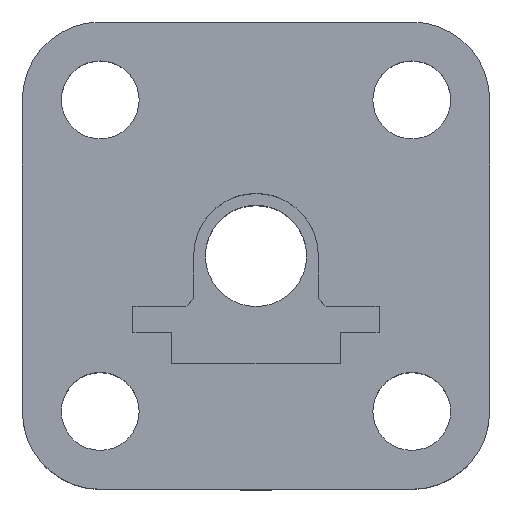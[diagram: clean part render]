
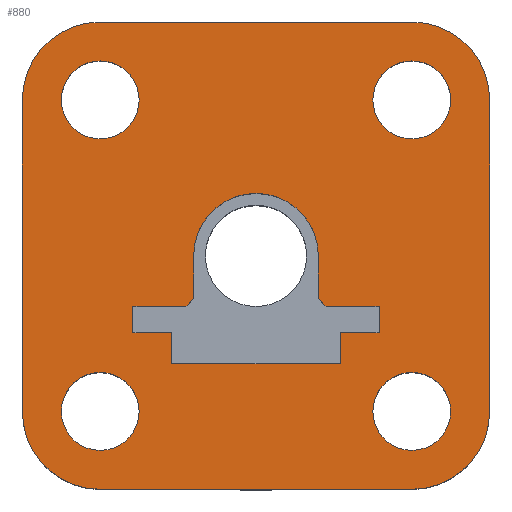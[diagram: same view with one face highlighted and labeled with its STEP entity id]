
A CAD part, top view. The second image highlights one B-rep face of the part: STEP entity #880.
In plain terms, the highlighted planar face has unit normal (0, 0, 1).
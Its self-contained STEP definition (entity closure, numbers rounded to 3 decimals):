
#29=FACE_BOUND('',#117,.T.);
#30=FACE_BOUND('',#118,.T.);
#31=FACE_BOUND('',#119,.T.);
#32=FACE_BOUND('',#120,.T.);
#33=FACE_BOUND('',#121,.T.);
#40=CIRCLE('',#941,5.);
#41=CIRCLE('',#942,5.);
#42=CIRCLE('',#943,5.);
#43=CIRCLE('',#944,5.);
#44=CIRCLE('',#945,2.5);
#45=CIRCLE('',#946,2.5);
#46=CIRCLE('',#947,2.5);
#47=CIRCLE('',#948,2.5);
#48=CIRCLE('',#949,4.);
#70=FACE_OUTER_BOUND('',#116,.T.);
#116=EDGE_LOOP('',(#596,#597,#598,#599,#600,#601,#602,#603));
#117=EDGE_LOOP('',(#604));
#118=EDGE_LOOP('',(#605));
#119=EDGE_LOOP('',(#606));
#120=EDGE_LOOP('',(#607));
#121=EDGE_LOOP('',(#608,#609,#610,#611,#612,#613,#614,#615,#616,#617,#618,
#619,#620,#621));
#171=LINE('',#1267,#272);
#175=LINE('',#1275,#276);
#178=LINE('',#1284,#279);
#179=LINE('',#1288,#280);
#180=LINE('',#1292,#281);
#181=LINE('',#1295,#282);
#182=LINE('',#1305,#283);
#183=LINE('',#1307,#284);
#184=LINE('',#1309,#285);
#185=LINE('',#1311,#286);
#186=LINE('',#1313,#287);
#187=LINE('',#1315,#288);
#188=LINE('',#1317,#289);
#189=LINE('',#1319,#290);
#190=LINE('',#1321,#291);
#191=LINE('',#1323,#292);
#192=LINE('',#1325,#293);
#272=VECTOR('',#1016,10.);
#276=VECTOR('',#1022,10.);
#279=VECTOR('',#1029,10.);
#280=VECTOR('',#1032,10.);
#281=VECTOR('',#1035,10.);
#282=VECTOR('',#1038,10.);
#283=VECTOR('',#1047,10.);
#284=VECTOR('',#1048,10.);
#285=VECTOR('',#1049,10.);
#286=VECTOR('',#1050,10.);
#287=VECTOR('',#1051,10.);
#288=VECTOR('',#1052,10.);
#289=VECTOR('',#1053,10.);
#290=VECTOR('',#1054,10.);
#291=VECTOR('',#1055,10.);
#292=VECTOR('',#1056,10.);
#293=VECTOR('',#1057,10.);
#373=VERTEX_POINT('',#1265);
#374=VERTEX_POINT('',#1266);
#377=VERTEX_POINT('',#1274);
#379=VERTEX_POINT('',#1280);
#380=VERTEX_POINT('',#1281);
#381=VERTEX_POINT('',#1283);
#382=VERTEX_POINT('',#1285);
#383=VERTEX_POINT('',#1287);
#384=VERTEX_POINT('',#1289);
#385=VERTEX_POINT('',#1291);
#386=VERTEX_POINT('',#1293);
#387=VERTEX_POINT('',#1296);
#388=VERTEX_POINT('',#1298);
#389=VERTEX_POINT('',#1300);
#390=VERTEX_POINT('',#1302);
#391=VERTEX_POINT('',#1304);
#392=VERTEX_POINT('',#1306);
#393=VERTEX_POINT('',#1308);
#394=VERTEX_POINT('',#1310);
#395=VERTEX_POINT('',#1312);
#396=VERTEX_POINT('',#1314);
#397=VERTEX_POINT('',#1316);
#398=VERTEX_POINT('',#1318);
#399=VERTEX_POINT('',#1320);
#400=VERTEX_POINT('',#1322);
#401=VERTEX_POINT('',#1324);
#459=EDGE_CURVE('',#373,#374,#171,.T.);
#463=EDGE_CURVE('',#377,#374,#175,.T.);
#466=EDGE_CURVE('',#379,#380,#40,.T.);
#467=EDGE_CURVE('',#379,#381,#178,.T.);
#468=EDGE_CURVE('',#382,#381,#41,.T.);
#469=EDGE_CURVE('',#382,#383,#179,.T.);
#470=EDGE_CURVE('',#384,#383,#42,.T.);
#471=EDGE_CURVE('',#384,#385,#180,.T.);
#472=EDGE_CURVE('',#386,#385,#43,.T.);
#473=EDGE_CURVE('',#386,#380,#181,.T.);
#474=EDGE_CURVE('',#387,#387,#44,.T.);
#475=EDGE_CURVE('',#388,#388,#45,.T.);
#476=EDGE_CURVE('',#389,#389,#46,.T.);
#477=EDGE_CURVE('',#390,#390,#47,.T.);
#478=EDGE_CURVE('',#373,#391,#182,.T.);
#479=EDGE_CURVE('',#391,#392,#183,.T.);
#480=EDGE_CURVE('',#392,#393,#184,.T.);
#481=EDGE_CURVE('',#393,#394,#185,.T.);
#482=EDGE_CURVE('',#394,#395,#186,.T.);
#483=EDGE_CURVE('',#395,#396,#187,.T.);
#484=EDGE_CURVE('',#396,#397,#188,.T.);
#485=EDGE_CURVE('',#397,#398,#189,.T.);
#486=EDGE_CURVE('',#398,#399,#190,.T.);
#487=EDGE_CURVE('',#400,#399,#191,.T.);
#488=EDGE_CURVE('',#400,#401,#192,.T.);
#489=EDGE_CURVE('',#401,#377,#48,.T.);
#596=ORIENTED_EDGE('',*,*,#466,.F.);
#597=ORIENTED_EDGE('',*,*,#467,.T.);
#598=ORIENTED_EDGE('',*,*,#468,.F.);
#599=ORIENTED_EDGE('',*,*,#469,.T.);
#600=ORIENTED_EDGE('',*,*,#470,.F.);
#601=ORIENTED_EDGE('',*,*,#471,.T.);
#602=ORIENTED_EDGE('',*,*,#472,.F.);
#603=ORIENTED_EDGE('',*,*,#473,.T.);
#604=ORIENTED_EDGE('',*,*,#474,.T.);
#605=ORIENTED_EDGE('',*,*,#475,.T.);
#606=ORIENTED_EDGE('',*,*,#476,.T.);
#607=ORIENTED_EDGE('',*,*,#477,.T.);
#608=ORIENTED_EDGE('',*,*,#459,.F.);
#609=ORIENTED_EDGE('',*,*,#478,.T.);
#610=ORIENTED_EDGE('',*,*,#479,.T.);
#611=ORIENTED_EDGE('',*,*,#480,.T.);
#612=ORIENTED_EDGE('',*,*,#481,.T.);
#613=ORIENTED_EDGE('',*,*,#482,.T.);
#614=ORIENTED_EDGE('',*,*,#483,.T.);
#615=ORIENTED_EDGE('',*,*,#484,.T.);
#616=ORIENTED_EDGE('',*,*,#485,.T.);
#617=ORIENTED_EDGE('',*,*,#486,.T.);
#618=ORIENTED_EDGE('',*,*,#487,.F.);
#619=ORIENTED_EDGE('',*,*,#488,.T.);
#620=ORIENTED_EDGE('',*,*,#489,.T.);
#621=ORIENTED_EDGE('',*,*,#463,.T.);
#848=PLANE('',#940);
#880=ADVANCED_FACE('',(#70,#29,#30,#31,#32,#33),#848,.T.);
#940=AXIS2_PLACEMENT_3D('',#1279,#1025,#1026);
#941=AXIS2_PLACEMENT_3D('',#1282,#1027,#1028);
#942=AXIS2_PLACEMENT_3D('',#1286,#1030,#1031);
#943=AXIS2_PLACEMENT_3D('',#1290,#1033,#1034);
#944=AXIS2_PLACEMENT_3D('',#1294,#1036,#1037);
#945=AXIS2_PLACEMENT_3D('',#1297,#1039,#1040);
#946=AXIS2_PLACEMENT_3D('',#1299,#1041,#1042);
#947=AXIS2_PLACEMENT_3D('',#1301,#1043,#1044);
#948=AXIS2_PLACEMENT_3D('',#1303,#1045,#1046);
#949=AXIS2_PLACEMENT_3D('',#1326,#1058,#1059);
#1016=DIRECTION('',(-0.707,0.707,0.));
#1022=DIRECTION('',(0.,-1.,0.));
#1025=DIRECTION('center_axis',(0.,0.,1.));
#1026=DIRECTION('ref_axis',(-1.,0.,0.));
#1027=DIRECTION('center_axis',(0.,0.,-1.));
#1028=DIRECTION('ref_axis',(0.707,-0.707,0.));
#1029=DIRECTION('',(0.,1.,0.));
#1030=DIRECTION('center_axis',(0.,0.,-1.));
#1031=DIRECTION('ref_axis',(0.707,0.707,0.));
#1032=DIRECTION('',(-1.,0.,0.));
#1033=DIRECTION('center_axis',(0.,0.,-1.));
#1034=DIRECTION('ref_axis',(-0.707,0.707,0.));
#1035=DIRECTION('',(0.,-1.,0.));
#1036=DIRECTION('center_axis',(0.,0.,-1.));
#1037=DIRECTION('ref_axis',(-0.707,-0.707,0.));
#1038=DIRECTION('',(1.,0.,0.));
#1039=DIRECTION('center_axis',(0.,0.,-1.));
#1040=DIRECTION('ref_axis',(-1.,0.,0.));
#1041=DIRECTION('center_axis',(0.,0.,-1.));
#1042=DIRECTION('ref_axis',(-1.,0.,0.));
#1043=DIRECTION('center_axis',(0.,0.,-1.));
#1044=DIRECTION('ref_axis',(-1.,0.,0.));
#1045=DIRECTION('center_axis',(0.,0.,-1.));
#1046=DIRECTION('ref_axis',(-1.,0.,0.));
#1047=DIRECTION('',(1.,0.,0.));
#1048=DIRECTION('',(0.,-1.,0.));
#1049=DIRECTION('',(-1.,0.,0.));
#1050=DIRECTION('',(0.,-1.,0.));
#1051=DIRECTION('',(-1.,0.,0.));
#1052=DIRECTION('',(0.,1.,0.));
#1053=DIRECTION('',(-1.,0.,0.));
#1054=DIRECTION('',(0.,1.,0.));
#1055=DIRECTION('',(1.,0.,0.));
#1056=DIRECTION('',(-0.707,-0.707,0.));
#1057=DIRECTION('',(0.,1.,0.));
#1058=DIRECTION('center_axis',(0.,0.,-1.));
#1059=DIRECTION('ref_axis',(1.,0.,0.));
#1265=CARTESIAN_POINT('',(4.5,-3.25,25.));
#1266=CARTESIAN_POINT('',(4.,-2.75,25.));
#1267=CARTESIAN_POINT('',(2.438,-1.188,25.));
#1274=CARTESIAN_POINT('',(4.,0.,25.));
#1275=CARTESIAN_POINT('',(4.,0.,25.));
#1279=CARTESIAN_POINT('Origin',(0.,0.,
25.));
#1280=CARTESIAN_POINT('',(15.,-10.,25.));
#1281=CARTESIAN_POINT('',(10.,-15.,25.));
#1282=CARTESIAN_POINT('Origin',(10.,-10.,25.));
#1283=CARTESIAN_POINT('',(15.,10.,25.));
#1284=CARTESIAN_POINT('',(15.,-15.,25.));
#1285=CARTESIAN_POINT('',(10.,15.,25.));
#1286=CARTESIAN_POINT('Origin',(10.,10.,25.));
#1287=CARTESIAN_POINT('',(-10.,15.,25.));
#1288=CARTESIAN_POINT('',(15.,15.,25.));
#1289=CARTESIAN_POINT('',(-15.,10.,25.));
#1290=CARTESIAN_POINT('Origin',(-10.,10.,25.));
#1291=CARTESIAN_POINT('',(-15.,-10.,25.));
#1292=CARTESIAN_POINT('',(-15.,15.,25.));
#1293=CARTESIAN_POINT('',(-10.,-15.,25.));
#1294=CARTESIAN_POINT('Origin',(-10.,-10.,25.));
#1295=CARTESIAN_POINT('',(-15.,-15.,25.));
#1296=CARTESIAN_POINT('',(-12.5,10.,25.));
#1297=CARTESIAN_POINT('Origin',(-10.,10.,25.));
#1298=CARTESIAN_POINT('',(-12.5,-10.,25.));
#1299=CARTESIAN_POINT('Origin',(-10.,-10.,25.));
#1300=CARTESIAN_POINT('',(7.5,10.,25.));
#1301=CARTESIAN_POINT('Origin',(10.,10.,25.));
#1302=CARTESIAN_POINT('',(7.5,-10.,25.));
#1303=CARTESIAN_POINT('Origin',(10.,-10.,25.));
#1304=CARTESIAN_POINT('',(7.9,-3.25,25.));
#1305=CARTESIAN_POINT('',(4.,-3.25,25.));
#1306=CARTESIAN_POINT('',(7.9,-4.95,25.));
#1307=CARTESIAN_POINT('',(7.9,-3.25,25.));
#1308=CARTESIAN_POINT('',(5.4,-4.95,25.));
#1309=CARTESIAN_POINT('',(7.9,-4.95,25.));
#1310=CARTESIAN_POINT('',(5.4,-6.95,25.));
#1311=CARTESIAN_POINT('',(5.4,-4.95,25.));
#1312=CARTESIAN_POINT('',(-5.4,-6.95,25.));
#1313=CARTESIAN_POINT('',(-5.4,-6.95,25.));
#1314=CARTESIAN_POINT('',(-5.4,-4.95,25.));
#1315=CARTESIAN_POINT('',(-5.4,-4.95,25.));
#1316=CARTESIAN_POINT('',(-7.9,-4.95,25.));
#1317=CARTESIAN_POINT('',(-7.9,-4.95,25.));
#1318=CARTESIAN_POINT('',(-7.9,-3.25,25.));
#1319=CARTESIAN_POINT('',(-7.9,-3.25,25.));
#1320=CARTESIAN_POINT('',(-4.5,-3.25,25.));
#1321=CARTESIAN_POINT('',(-4.,-3.25,25.));
#1322=CARTESIAN_POINT('',(-4.,-2.75,25.));
#1323=CARTESIAN_POINT('',(-2.438,-1.188,25.));
#1324=CARTESIAN_POINT('',(-4.,0.,25.));
#1325=CARTESIAN_POINT('',(-4.,0.,25.));
#1326=CARTESIAN_POINT('Origin',(0.,0.,25.));
